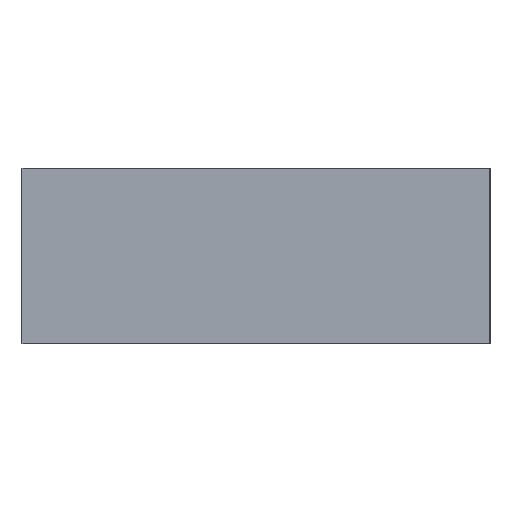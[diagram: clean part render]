
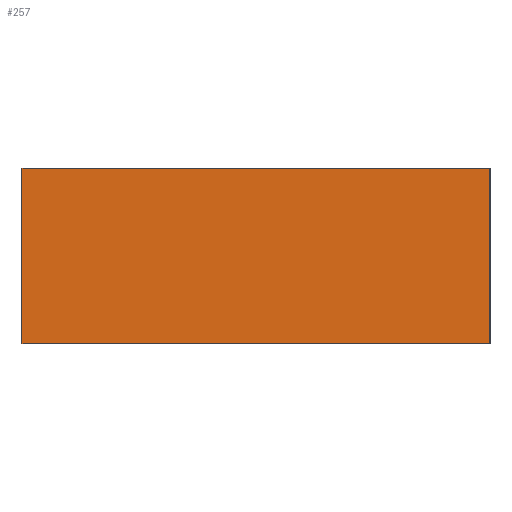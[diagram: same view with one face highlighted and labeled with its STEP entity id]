
A CAD part, left-side view. The second image highlights one B-rep face of the part: STEP entity #257.
In plain terms, the highlighted planar face has unit normal (-1, 0, 0).
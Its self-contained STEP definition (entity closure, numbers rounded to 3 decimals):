
#239=AXIS2_PLACEMENT_3D('Plane Axis2P3D',#236,#237,#238) ;
#139=CARTESIAN_POINT('Line Origine',(0.,0.,1.5)) ;
#143=CARTESIAN_POINT('Vertex',(0.,0.,0.)) ;
#145=CARTESIAN_POINT('Vertex',(0.,0.,3.)) ;
#214=CARTESIAN_POINT('Vertex',(0.,8.,0.)) ;
#217=CARTESIAN_POINT('Line Origine',(0.,8.,1.5)) ;
#221=CARTESIAN_POINT('Vertex',(0.,8.,3.)) ;
#236=CARTESIAN_POINT('Axis2P3D Location',(0.,8.,0.)) ;
#241=CARTESIAN_POINT('Line Origine',(0.,4.,0.)) ;
#246=CARTESIAN_POINT('Line Origine',(0.,4.,3.)) ;
#140=DIRECTION('Vector Direction',(0.,0.,1.)) ;
#218=DIRECTION('Vector Direction',(0.,0.,1.)) ;
#237=DIRECTION('Axis2P3D Direction',(-1.,0.,0.)) ;
#238=DIRECTION('Axis2P3D XDirection',(0.,-1.,0.)) ;
#242=DIRECTION('Vector Direction',(0.,-1.,0.)) ;
#247=DIRECTION('Vector Direction',(0.,-1.,0.)) ;
#141=VECTOR('Line Direction',#140,1.) ;
#219=VECTOR('Line Direction',#218,1.) ;
#243=VECTOR('Line Direction',#242,1.) ;
#248=VECTOR('Line Direction',#247,1.) ;
#252=ORIENTED_EDGE('',*,*,#223,.F.) ;
#253=ORIENTED_EDGE('',*,*,#245,.T.) ;
#254=ORIENTED_EDGE('',*,*,#147,.T.) ;
#255=ORIENTED_EDGE('',*,*,#250,.F.) ;
#257=ADVANCED_FACE('Body.3',(#256),#240,.T.) ;
#147=EDGE_CURVE('',#144,#146,#142,.T.) ;
#223=EDGE_CURVE('',#215,#222,#220,.T.) ;
#245=EDGE_CURVE('',#215,#144,#244,.T.) ;
#250=EDGE_CURVE('',#222,#146,#249,.T.) ;
#251=EDGE_LOOP('',(#252,#253,#254,#255)) ;
#256=FACE_OUTER_BOUND('',#251,.T.) ;
#142=LINE('Line',#139,#141) ;
#220=LINE('Line',#217,#219) ;
#244=LINE('Line',#241,#243) ;
#249=LINE('Line',#246,#248) ;
#240=PLANE('',#239) ;
#144=VERTEX_POINT('',#143) ;
#146=VERTEX_POINT('',#145) ;
#215=VERTEX_POINT('',#214) ;
#222=VERTEX_POINT('',#221) ;
